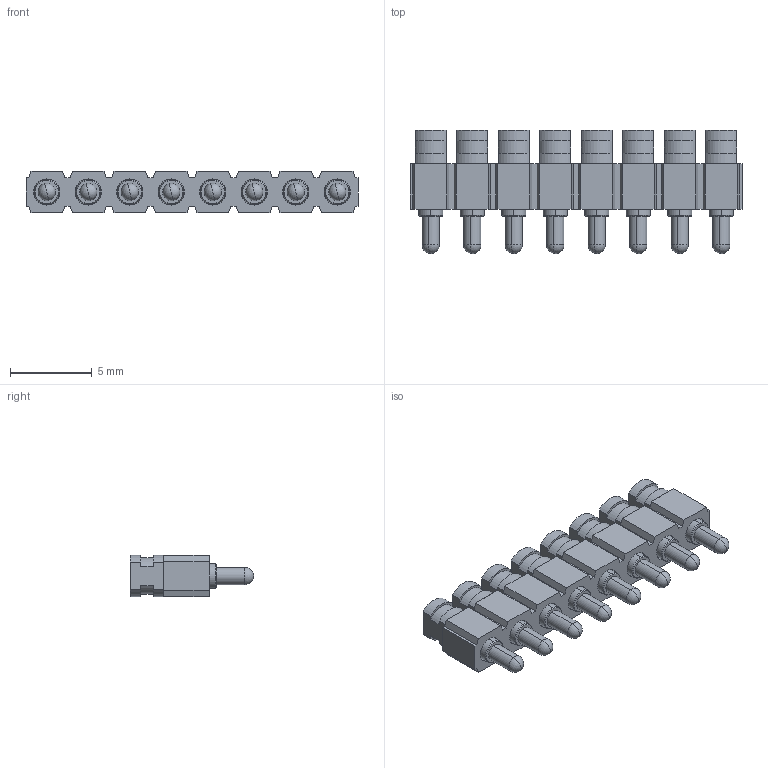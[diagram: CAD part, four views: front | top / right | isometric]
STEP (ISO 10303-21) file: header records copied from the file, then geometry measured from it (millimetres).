
FILE_DESCRIPTION (( 'STEP AP214' ), '1' );
FILE_NAME ('mill-max-810-22-008-40-001101.step', '2021-09-05T14:20:32', ( '' ), ( '' ), 'SwSTEP 2.0', 'SolidWorks 2021', '' );
FILE_SCHEMA (( 'AUTOMOTIVE_DESIGN' ));
Length unit declared in the file: inch
Products named in the file (3): mill-max-810-22-008-40-001101_P3XX-18-010-00-090000_P308-18-010-00-090000; mill-max-810-22-008-40-001101; mill-max-810-22-008-40-001101_0916_default
Assembly tree (9 placements, depth 2):
  mill-max-810-22-008-40-001101
    mill-max-810-22-008-40-001101_P3XX-18-010-00-090000_P308-18-010-00-090000
    mill-max-810-22-008-40-001101_0916_default  x8
Bounding box: 20.32 x 7.54 x 2.54 mm (x, y, z)
Volume: 217.9 mm3; surface area: 701.3 mm2
Topology: 9 solids, 9 shells, 342 faces, 884 edges, 576 vertices
Faces by surface type: plane 158, cylinder 136, cone 32, sphere 16
Entity records: 3969 total; most frequent: CARTESIAN_POINT 674, DIRECTION 657, ORIENTED_EDGE 654, EDGE_CURVE 327, VECTOR 257, LINE 257, VERTEX_POINT 217, AXIS2_PLACEMENT_3D 200
